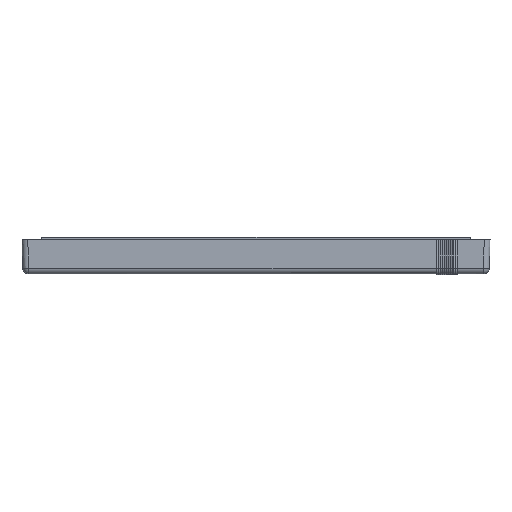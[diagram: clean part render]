
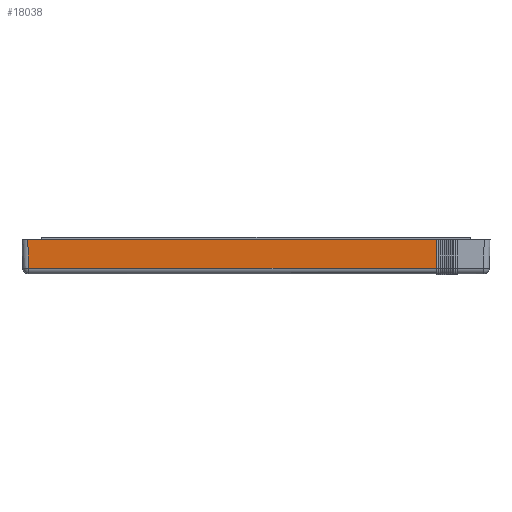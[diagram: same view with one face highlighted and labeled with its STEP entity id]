
A CAD part, front view. The second image highlights one B-rep face of the part: STEP entity #18038.
In plain terms, the highlighted planar face has unit normal (0, -1, -0.022).
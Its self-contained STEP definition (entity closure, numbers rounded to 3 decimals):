
#14005=CARTESIAN_POINT('',(204.492,-18.36,3.424));
#14006=VERTEX_POINT('',#14005);
#14038=CARTESIAN_POINT('',(204.492,-18.733,20.5));
#14039=VERTEX_POINT('',#14038);
#14089=CARTESIAN_POINT('',(204.492,-18.36,3.424));
#14090=DIRECTION('',(0.,-0.022,1.));
#14091=VECTOR('',#14090,17.08);
#14092=LINE('',#14089,#14091);
#14093=EDGE_CURVE('',#14006,#14039,#14092,.T.);
#17835=CARTESIAN_POINT('',(-40.341,-18.36,3.424));
#17836=VERTEX_POINT('',#17835);
#17837=CARTESIAN_POINT('',(204.492,-18.36,3.424));
#17838=DIRECTION('',(-1.0,0.0,0.0));
#17839=VECTOR('',#17838,244.832);
#17840=LINE('',#17837,#17839);
#17841=EDGE_CURVE('',#14006,#17836,#17840,.T.);
#18015=CARTESIAN_POINT('',(236.235,-18.285,0.0));
#18016=DIRECTION('',(0.,-1.,-0.022));
#18017=DIRECTION('',(1.0,0.0,0.0));
#18018=AXIS2_PLACEMENT_3D('',#18015,#18016,#18017);
#18019=PLANE('',#18018);
#18020=ORIENTED_EDGE('',*,*,#14093,.T.);
#18021=CARTESIAN_POINT('',(-40.713,-18.733,20.5));
#18022=VERTEX_POINT('',#18021);
#18023=CARTESIAN_POINT('',(204.492,-18.733,20.5));
#18024=DIRECTION('',(-1.0,0.0,0.0));
#18025=VECTOR('',#18024,245.205);
#18026=LINE('',#18023,#18025);
#18027=EDGE_CURVE('',#14039,#18022,#18026,.T.);
#18028=ORIENTED_EDGE('',*,*,#18027,.T.);
#18029=CARTESIAN_POINT('',(-40.341,-18.36,3.424));
#18030=DIRECTION('',(-0.022,-0.022,1.));
#18031=VECTOR('',#18030,17.084);
#18032=LINE('',#18029,#18031);
#18033=EDGE_CURVE('',#17836,#18022,#18032,.T.);
#18034=ORIENTED_EDGE('',*,*,#18033,.F.);
#18035=ORIENTED_EDGE('',*,*,#17841,.F.);
#18036=EDGE_LOOP('',(#18020,#18028,#18034,#18035));
#18037=FACE_OUTER_BOUND('',#18036,.T.);
#18038=ADVANCED_FACE('',(#18037),#18019,.T.);
